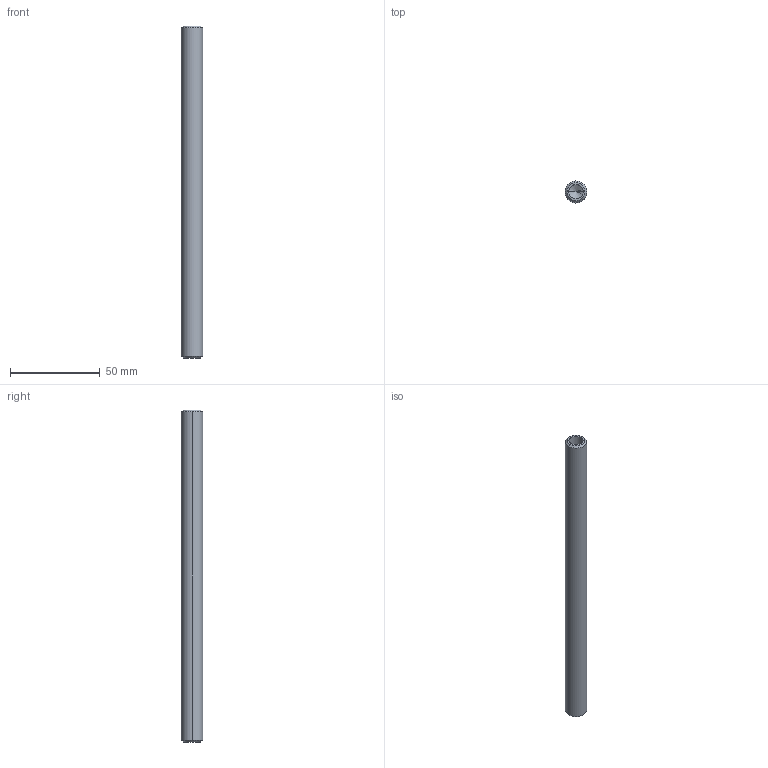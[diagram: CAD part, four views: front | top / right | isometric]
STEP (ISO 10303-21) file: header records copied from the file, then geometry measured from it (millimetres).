
FILE_DESCRIPTION (( 'STEP AP214' ), '1' );
FILE_NAME ('Axe fileté M12 B_Structure.STEP', '2023-09-17T17:23:53', ( '' ), ( '' ), 'SwSTEP 2.0', 'SolidWorks 2023', '' );
FILE_SCHEMA (( 'AUTOMOTIVE_DESIGN' ));
Length unit declared in the file: millimetre
Products named in the file (1): Axe fileté M12 B_Structure
Bounding box: 12 x 12 x 185 mm (x, y, z)
Volume: 19942.4 mm3; surface area: 7614.5 mm2
Topology: 1 solids, 1 shells, 12 faces, 24 edges, 13 vertices
Faces by surface type: cone 6, cylinder 4, plane 2
Entity records: 321 total; most frequent: DIRECTION 60, CARTESIAN_POINT 48, ORIENTED_EDGE 44, AXIS2_PLACEMENT_3D 25, EDGE_CURVE 22, VERTEX_POINT 13, EDGE_LOOP 13, FACE_OUTER_BOUND 12
